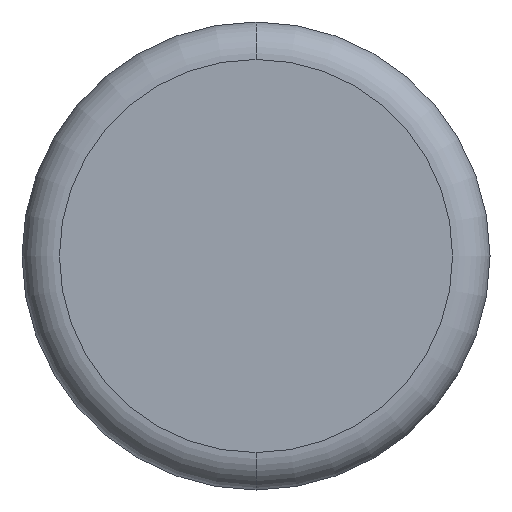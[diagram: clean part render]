
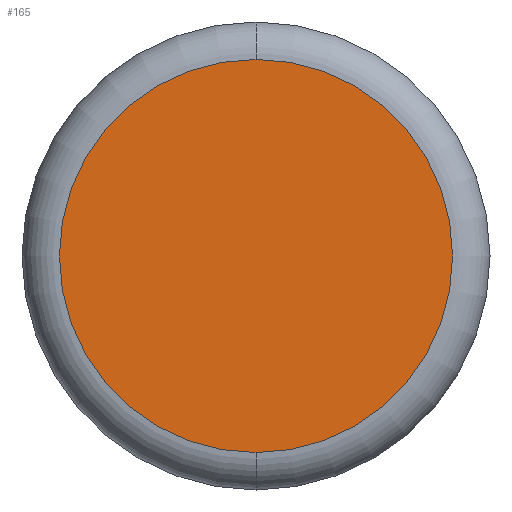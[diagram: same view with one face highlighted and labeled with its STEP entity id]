
A CAD part, front view. The second image highlights one B-rep face of the part: STEP entity #165.
In plain terms, the highlighted planar face has unit normal (0, -1, 0).
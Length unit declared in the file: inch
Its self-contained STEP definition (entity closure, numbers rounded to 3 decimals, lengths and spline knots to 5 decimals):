
#2 = DIRECTION ( 'NONE',  ( 0., 0., -1. ) ) ;
#5 = DIRECTION ( 'NONE',  ( 0., 0., -1. ) ) ;
#7 = CIRCLE ( 'NONE', #23, 0.315 ) ;
#23 = AXIS2_PLACEMENT_3D ( 'NONE', #53, #173, #5 ) ;
#24 = AXIS2_PLACEMENT_3D ( 'NONE', #107, #132, #300 ) ;
#38 = EDGE_CURVE ( 'NONE', #368, #109, #59, .T. ) ;
#41 = CARTESIAN_POINT ( 'NONE',  ( 0., 0., 0. ) ) ;
#53 = CARTESIAN_POINT ( 'NONE',  ( 0., 0., 0. ) ) ;
#59 = CIRCLE ( 'NONE', #24, 0.315 ) ;
#71 = PLANE ( 'NONE',  #548 ) ;
#74 = EDGE_LOOP ( 'NONE', ( #247, #378 ) ) ;
#106 = CARTESIAN_POINT ( 'NONE',  ( 0., 0., 0.315 ) ) ;
#107 = CARTESIAN_POINT ( 'NONE',  ( 0., 0., 0. ) ) ;
#109 = VERTEX_POINT ( 'NONE', #111 ) ;
#111 = CARTESIAN_POINT ( 'NONE',  ( 0., 0., -0.315 ) ) ;
#132 = DIRECTION ( 'NONE',  ( 0., -1., 0. ) ) ;
#165 = ADVANCED_FACE ( 'NONE', ( #493 ), #71, .T. ) ;
#173 = DIRECTION ( 'NONE',  ( 0., -1., 0. ) ) ;
#247 = ORIENTED_EDGE ( 'NONE', *, *, #541, .T. ) ;
#300 = DIRECTION ( 'NONE',  ( 0., 0., -1. ) ) ;
#368 = VERTEX_POINT ( 'NONE', #106 ) ;
#378 = ORIENTED_EDGE ( 'NONE', *, *, #38, .T. ) ;
#472 = DIRECTION ( 'NONE',  ( 0., -1., 0. ) ) ;
#493 = FACE_OUTER_BOUND ( 'NONE', #74, .T. ) ;
#541 = EDGE_CURVE ( 'NONE', #109, #368, #7, .T. ) ;
#548 = AXIS2_PLACEMENT_3D ( 'NONE', #41, #472, #2 ) ;
